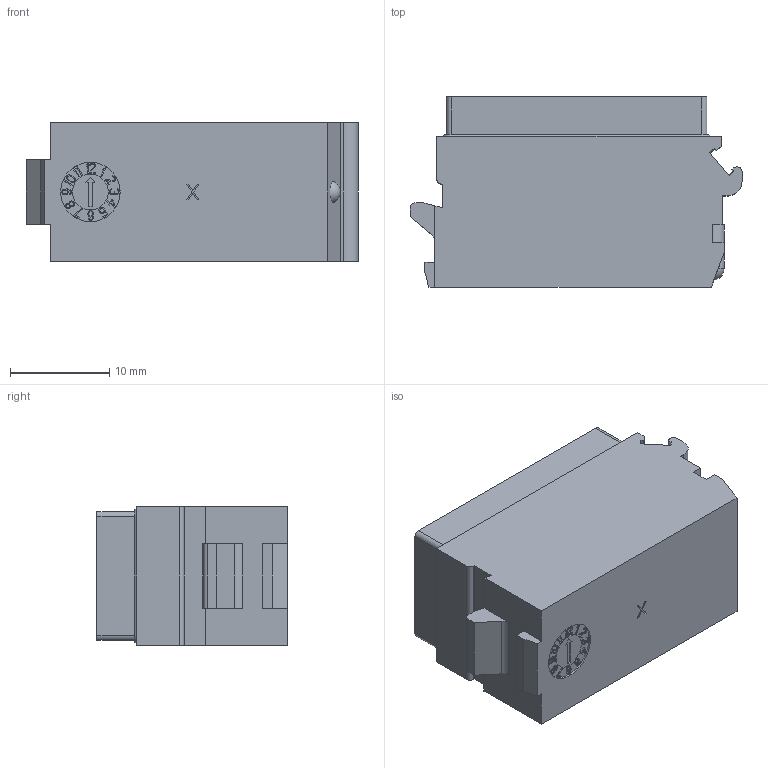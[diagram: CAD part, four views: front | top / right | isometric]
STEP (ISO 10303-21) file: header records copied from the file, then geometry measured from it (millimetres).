
FILE_DESCRIPTION((''),'2;1');
FILE_NAME('00175521202','2019-10-30T',('presta_be4'),(''),'CREO PARAMETRIC BY PTC INC, 2018360','CREO PARAMETRIC BY PTC INC, 2018360','');
FILE_SCHEMA(('CONFIG_CONTROL_DESIGN'));
Products named in the file (1): 00175521202
Bounding box: 33.5 x 19.21 x 14 mm (x, y, z)
Volume: 4707.3 mm3; surface area: 5504.6 mm2
Topology: 1 solids, 1 shells, 2191 faces, 5500 edges, 3422 vertices
Faces by surface type: plane 1257, torus 396, cylinder 349, cone 188, sphere 1
Entity records: 64972 total; most frequent: CARTESIAN_POINT 11528, DIRECTION 11301, ORIENTED_EDGE 11000, EDGE_CURVE 5500, VECTOR 3941, LINE 3941, AXIS2_PLACEMENT_3D 3680, VERTEX_POINT 3422
